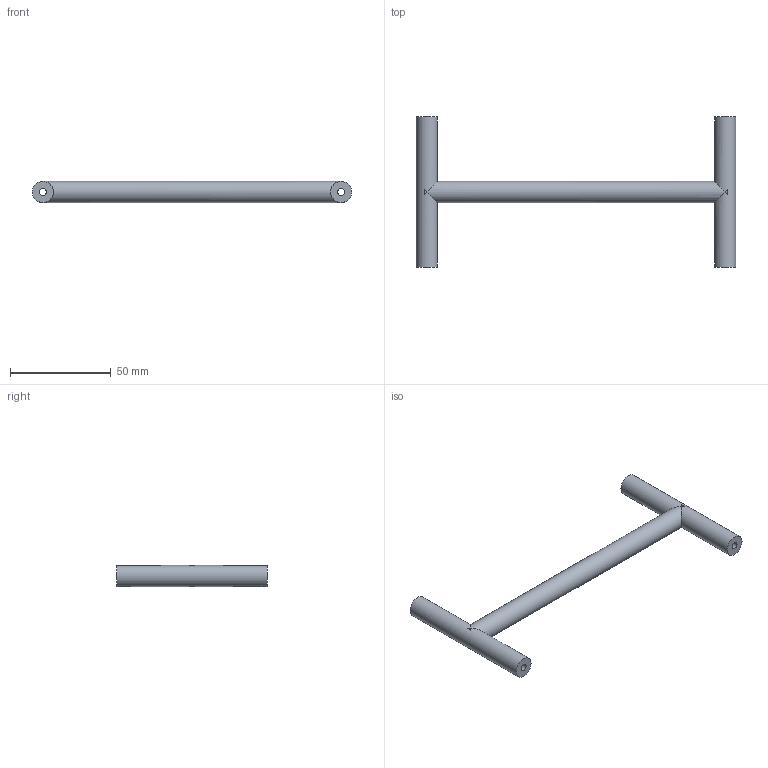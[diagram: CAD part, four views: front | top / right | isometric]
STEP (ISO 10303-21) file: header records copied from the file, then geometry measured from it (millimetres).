
FILE_DESCRIPTION(/* description */ (''),/* implementation_level */ '2;1');
FILE_NAME(/* name */ 'Basic Car Dimensions v8.step',/* time_stamp */ '2024-07-02T20:33:45-07:00',/* author */ (''),/* organization */ (''),/* preprocessor_version */ 'ST-DEVELOPER v20',/* originating_system */ 'Autodesk Translation Framework v13.14.0.145',/* authorisation */ '');
FILE_SCHEMA (('AUTOMOTIVE_DESIGN { 1 0 10303 214 3 1 1 }'));
Length unit declared in the file: millimetre
Products named in the file (1): Basic Car Dimensions
Bounding box: 158.4 x 74.4 x 10.5 mm (x, y, z)
Volume: 23437.2 mm3; surface area: 11354.4 mm2
Topology: 1 solids, 1 shells, 26 faces, 52 edges, 33 vertices
Faces by surface type: cylinder 13, plane 13
Full cylindrical faces by diameter (mm): 3.15 x3, 3.5 x2, 10.5 x3
Entity records: 846 total; most frequent: CARTESIAN_POINT 237, DIRECTION 134, ORIENTED_EDGE 104, AXIS2_PLACEMENT_3D 59, EDGE_CURVE 52, EDGE_LOOP 35, VERTEX_POINT 33, FACE_OUTER_BOUND 26
